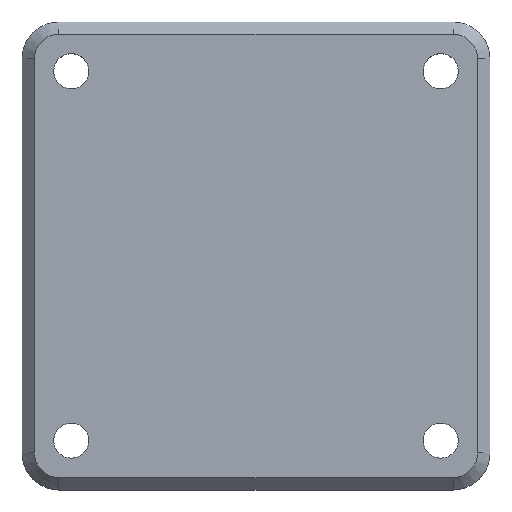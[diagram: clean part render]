
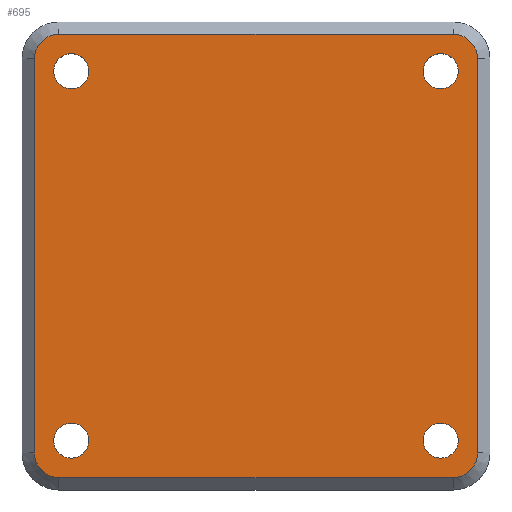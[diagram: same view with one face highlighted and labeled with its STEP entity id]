
A CAD part, top view. The second image highlights one B-rep face of the part: STEP entity #695.
In plain terms, the highlighted planar face has unit normal (0, 0, 1).
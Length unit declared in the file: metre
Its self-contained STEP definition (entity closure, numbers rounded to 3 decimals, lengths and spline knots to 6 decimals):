
#31=CIRCLE('',#751,0.001425);
#33=CIRCLE('',#754,0.001425);
#35=CIRCLE('',#757,0.001425);
#39=CIRCLE('',#764,0.001425);
#40=CIRCLE('',#771,0.002);
#41=CIRCLE('',#772,0.002);
#42=CIRCLE('',#773,0.002);
#43=CIRCLE('',#774,0.002);
#204=ORIENTED_EDGE('',*,*,#328,.T.);
#205=ORIENTED_EDGE('',*,*,#329,.T.);
#206=ORIENTED_EDGE('',*,*,#330,.T.);
#207=ORIENTED_EDGE('',*,*,#331,.T.);
#208=ORIENTED_EDGE('',*,*,#332,.T.);
#209=ORIENTED_EDGE('',*,*,#333,.T.);
#210=ORIENTED_EDGE('',*,*,#334,.T.);
#211=ORIENTED_EDGE('',*,*,#335,.T.);
#212=ORIENTED_EDGE('',*,*,#323,.F.);
#213=ORIENTED_EDGE('',*,*,#313,.F.);
#214=ORIENTED_EDGE('',*,*,#315,.F.);
#215=ORIENTED_EDGE('',*,*,#317,.F.);
#313=EDGE_CURVE('',#393,#393,#31,.T.);
#315=EDGE_CURVE('',#395,#395,#33,.T.);
#317=EDGE_CURVE('',#397,#397,#35,.T.);
#323=EDGE_CURVE('',#399,#399,#39,.T.);
#328=EDGE_CURVE('',#400,#401,#40,.T.);
#329=EDGE_CURVE('',#401,#402,#464,.T.);
#330=EDGE_CURVE('',#402,#403,#41,.T.);
#331=EDGE_CURVE('',#403,#404,#465,.T.);
#332=EDGE_CURVE('',#404,#405,#42,.T.);
#333=EDGE_CURVE('',#405,#406,#466,.T.);
#334=EDGE_CURVE('',#406,#407,#43,.T.);
#335=EDGE_CURVE('',#407,#400,#467,.T.);
#393=VERTEX_POINT('',#1120);
#395=VERTEX_POINT('',#1125);
#397=VERTEX_POINT('',#1130);
#399=VERTEX_POINT('',#1141);
#400=VERTEX_POINT('',#1153);
#401=VERTEX_POINT('',#1154);
#402=VERTEX_POINT('',#1156);
#403=VERTEX_POINT('',#1158);
#404=VERTEX_POINT('',#1160);
#405=VERTEX_POINT('',#1162);
#406=VERTEX_POINT('',#1164);
#407=VERTEX_POINT('',#1166);
#464=LINE('',#1155,#532);
#465=LINE('',#1159,#533);
#466=LINE('',#1163,#534);
#467=LINE('',#1167,#535);
#532=VECTOR('',#951,1.);
#533=VECTOR('',#954,1.);
#534=VECTOR('',#957,1.);
#535=VECTOR('',#960,1.);
#581=EDGE_LOOP('',(#204,#205,#206,#207,#208,#209,#210,#211));
#582=EDGE_LOOP('',(#212));
#583=EDGE_LOOP('',(#213));
#584=EDGE_LOOP('',(#214));
#585=EDGE_LOOP('',(#215));
#631=FACE_BOUND('',#581,.T.);
#632=FACE_BOUND('',#582,.T.);
#633=FACE_BOUND('',#583,.T.);
#634=FACE_BOUND('',#584,.T.);
#635=FACE_BOUND('',#585,.T.);
#661=PLANE('',#770);
#695=ADVANCED_FACE('',(#631,#632,#633,#634,#635),#661,.T.);
#751=AXIS2_PLACEMENT_3D('',#1119,#903,#904);
#754=AXIS2_PLACEMENT_3D('',#1124,#909,#910);
#757=AXIS2_PLACEMENT_3D('',#1129,#915,#916);
#764=AXIS2_PLACEMENT_3D('',#1140,#931,#932);
#770=AXIS2_PLACEMENT_3D('',#1151,#947,#948);
#771=AXIS2_PLACEMENT_3D('',#1152,#949,#950);
#772=AXIS2_PLACEMENT_3D('',#1157,#952,#953);
#773=AXIS2_PLACEMENT_3D('',#1161,#955,#956);
#774=AXIS2_PLACEMENT_3D('',#1165,#958,#959);
#903=DIRECTION('',(0.,0.,1.));
#904=DIRECTION('',(1.,0.,0.));
#909=DIRECTION('',(0.,0.,1.));
#910=DIRECTION('',(1.,0.,0.));
#915=DIRECTION('',(0.,0.,1.));
#916=DIRECTION('',(1.,0.,0.));
#931=DIRECTION('',(0.,0.,1.));
#932=DIRECTION('',(1.,0.,0.));
#947=DIRECTION('',(0.,0.,1.));
#948=DIRECTION('',(1.,0.,0.));
#949=DIRECTION('',(0.,0.,1.));
#950=DIRECTION('',(1.,0.,0.));
#951=DIRECTION('',(0.,1.,0.));
#952=DIRECTION('',(0.,0.,1.));
#953=DIRECTION('',(1.,0.,0.));
#954=DIRECTION('',(-1.,0.,0.));
#955=DIRECTION('',(0.,0.,1.));
#956=DIRECTION('',(1.,0.,0.));
#957=DIRECTION('',(0.,-1.,0.));
#958=DIRECTION('',(0.,0.,1.));
#959=DIRECTION('',(1.,0.,0.));
#960=DIRECTION('',(1.,0.,0.));
#1119=CARTESIAN_POINT('',(-0.015,0.015,0.0068));
#1120=CARTESIAN_POINT('',(-0.013575,0.015,0.0068));
#1124=CARTESIAN_POINT('',(-0.015,-0.015,0.0068));
#1125=CARTESIAN_POINT('',(-0.013575,-0.015,0.0068));
#1129=CARTESIAN_POINT('',(0.015,0.015,0.0068));
#1130=CARTESIAN_POINT('',(0.016425,0.015,0.0068));
#1140=CARTESIAN_POINT('',(0.015,-0.015,0.0068));
#1141=CARTESIAN_POINT('',(0.016425,-0.015,0.0068));
#1151=CARTESIAN_POINT('',(0.,0.,0.0068));
#1152=CARTESIAN_POINT('',(0.016,-0.016,0.0068));
#1153=CARTESIAN_POINT('',(0.016,-0.018,0.0068));
#1154=CARTESIAN_POINT('',(0.018,-0.016,0.0068));
#1155=CARTESIAN_POINT('',(0.018,0.,0.0068));
#1156=CARTESIAN_POINT('',(0.018,0.016,0.0068));
#1157=CARTESIAN_POINT('',(0.016,0.016,0.0068));
#1158=CARTESIAN_POINT('',(0.016,0.018,0.0068));
#1159=CARTESIAN_POINT('',(-0.016,0.018,0.0068));
#1160=CARTESIAN_POINT('',(-0.016,0.018,0.0068));
#1161=CARTESIAN_POINT('',(-0.016,0.016,0.0068));
#1162=CARTESIAN_POINT('',(-0.018,0.016,0.0068));
#1163=CARTESIAN_POINT('',(-0.018,-0.016,0.0068));
#1164=CARTESIAN_POINT('',(-0.018,-0.016,0.0068));
#1165=CARTESIAN_POINT('',(-0.016,-0.016,0.0068));
#1166=CARTESIAN_POINT('',(-0.016,-0.018,0.0068));
#1167=CARTESIAN_POINT('',(0.,-0.018,0.0068));
